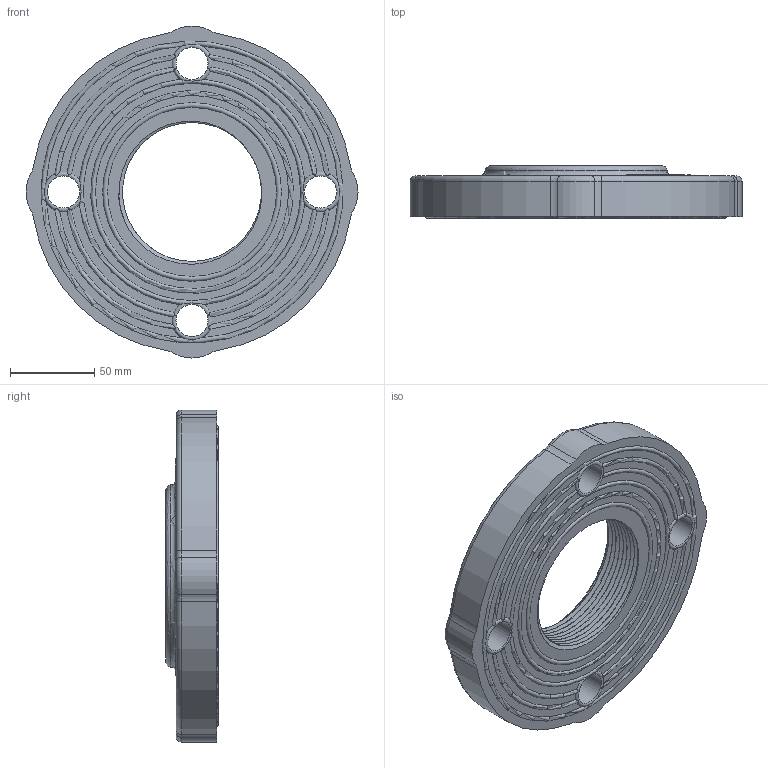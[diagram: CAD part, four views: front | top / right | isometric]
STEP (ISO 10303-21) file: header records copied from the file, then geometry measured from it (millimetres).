
FILE_DESCRIPTION(/* description */ ('3" ANSI FLANGE '),/* implementation_level */ '2;1');
FILE_NAME(/* name */ 'AF300.stp',/* time_stamp */ '2014-02-03T15:06:55-05:00',/* author */ ('mclevenger'),/* organization */ (''),/* preprocessor_version */ 'ST-DEVELOPER v15.2',/* originating_system */ 'Autodesk Inventor 2014',/* authorisation */ '');
FILE_SCHEMA (('AUTOMOTIVE_DESIGN { 1 0 10303 214 3 1 1 }'));
Length unit declared in the file: inch
Products named in the file (1): AF300
Bounding box: 196.85 x 31.11 x 196.85 mm (x, y, z)
Volume: 549254.8 mm3; surface area: 80726.7 mm2
Topology: 1 solids, 1 shells, 511 faces, 1379 edges, 918 vertices
Faces by surface type: plane 301, bspline 152, torus 33, cylinder 21, cone 4
Full cylindrical faces by diameter (mm): 19.05 x4
Entity records: 18898 total; most frequent: CARTESIAN_POINT 7122, ORIENTED_EDGE 2714, DIRECTION 1858, EDGE_CURVE 1357, VERTEX_POINT 910, LINE 872, VECTOR 872, EDGE_LOOP 583
